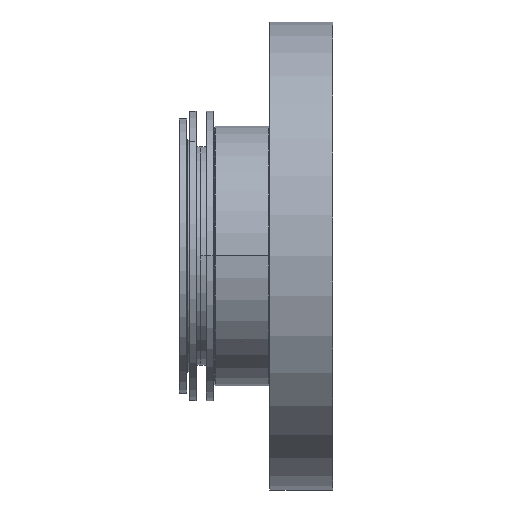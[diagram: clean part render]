
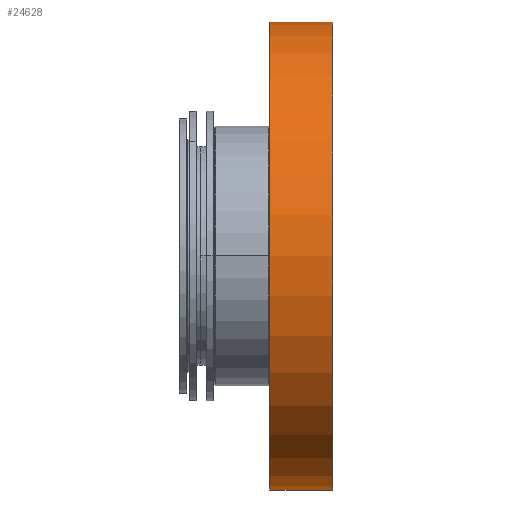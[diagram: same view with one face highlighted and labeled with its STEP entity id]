
A CAD part, top view. The second image highlights one B-rep face of the part: STEP entity #24628.
In plain terms, the highlighted cylindrical face has radius 297.5 mm (diameter 595 mm), a partial arc.
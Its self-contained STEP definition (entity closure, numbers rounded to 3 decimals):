
#5831 = VERTEX_POINT ( 'NONE', #45351 ) ;
#5957 = AXIS2_PLACEMENT_3D ( 'NONE', #13338, #8988, #31867 ) ;
#7472 = CARTESIAN_POINT ( 'NONE',  ( 151., -297.5, 0. ) ) ;
#8525 = VERTEX_POINT ( 'NONE', #24590 ) ;
#8988 = DIRECTION ( 'NONE',  ( 1., 0., 0. ) ) ;
#10189 = AXIS2_PLACEMENT_3D ( 'NONE', #42802, #35354, #23717 ) ;
#12289 = EDGE_CURVE ( 'NONE', #8525, #15157, #22866, .T. ) ;
#13338 = CARTESIAN_POINT ( 'NONE',  ( 71., 0., 0. ) ) ;
#14678 = CIRCLE ( 'NONE', #25751, 297.5 ) ;
#15157 = VERTEX_POINT ( 'NONE', #7472 ) ;
#18057 = EDGE_CURVE ( 'NONE', #31713, #5831, #34298, .T. ) ;
#22483 = ORIENTED_EDGE ( 'NONE', *, *, #18057, .F. ) ;
#22566 = EDGE_LOOP ( 'NONE', ( #25743, #28405, #33923, #22483 ) ) ;
#22826 = DIRECTION ( 'NONE',  ( 0., 1., 0. ) ) ;
#22866 = LINE ( 'NONE', #38849, #36531 ) ;
#23065 = DIRECTION ( 'NONE',  ( 1., 0., 0. ) ) ;
#23717 = DIRECTION ( 'NONE',  ( 0., 1., 0. ) ) ;
#24590 = CARTESIAN_POINT ( 'NONE',  ( 71., -297.5, 0. ) ) ;
#24628 = ADVANCED_FACE ( 'NONE', ( #27490 ), #34039, .T. ) ;
#24798 = CARTESIAN_POINT ( 'NONE',  ( 71., 297.5, 0. ) ) ;
#25743 = ORIENTED_EDGE ( 'NONE', *, *, #35008, .T. ) ;
#25751 = AXIS2_PLACEMENT_3D ( 'NONE', #45640, #37749, #22826 ) ;
#27490 = FACE_OUTER_BOUND ( 'NONE', #22566, .T. ) ;
#28405 = ORIENTED_EDGE ( 'NONE', *, *, #12289, .T. ) ;
#31713 = VERTEX_POINT ( 'NONE', #24798 ) ;
#31867 = DIRECTION ( 'NONE',  ( 0., 1., 0. ) ) ;
#33058 = EDGE_CURVE ( 'NONE', #15157, #5831, #14678, .T. ) ;
#33923 = ORIENTED_EDGE ( 'NONE', *, *, #33058, .T. ) ;
#34039 = CYLINDRICAL_SURFACE ( 'NONE', #10189, 297.5 ) ;
#34298 = LINE ( 'NONE', #45448, #43734 ) ;
#35008 = EDGE_CURVE ( 'NONE', #31713, #8525, #49518, .T. ) ;
#35354 = DIRECTION ( 'NONE',  ( 1., 0., 0. ) ) ;
#36531 = VECTOR ( 'NONE', #23065, 1000. ) ;
#37749 = DIRECTION ( 'NONE',  ( -1., 0., 0. ) ) ;
#38849 = CARTESIAN_POINT ( 'NONE',  ( 67., -297.5, 0. ) ) ;
#42802 = CARTESIAN_POINT ( 'NONE',  ( 67., 0., 0. ) ) ;
#43734 = VECTOR ( 'NONE', #46107, 1000. ) ;
#45351 = CARTESIAN_POINT ( 'NONE',  ( 151., 297.5, 0. ) ) ;
#45448 = CARTESIAN_POINT ( 'NONE',  ( 67., 297.5, 0. ) ) ;
#45640 = CARTESIAN_POINT ( 'NONE',  ( 151., 0., 0. ) ) ;
#46107 = DIRECTION ( 'NONE',  ( 1., 0., 0. ) ) ;
#49518 = CIRCLE ( 'NONE', #5957, 297.5 ) ;
